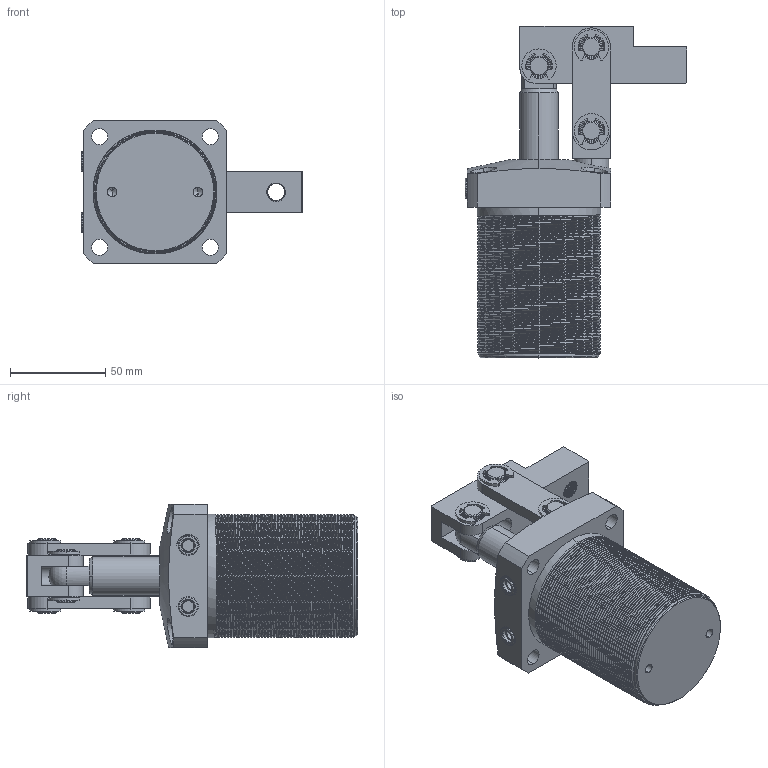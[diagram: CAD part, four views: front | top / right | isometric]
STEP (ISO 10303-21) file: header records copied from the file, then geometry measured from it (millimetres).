
FILE_DESCRIPTION (( 'STEP AP203' ), '1' );
FILE_NAME ('CPLCU-50.STEP', '2019-04-20T05:47:32', ( 'User' ), ( 'china' ), 'SwSTEP 2.0', 'SolidWorks 2018', '' );
FILE_SCHEMA (( 'CONFIG_CONTROL_DESIGN' ));
Length unit declared in the file: millimetre
Products named in the file (12): sM4 x 4-S; CPLCU050活塞杆; CPLCU-50; CPLCU-50-01; CPLCU-50-02; CPLCU-50-08; CPLCU-50-03; CPLCU-50-04; CPLCU-50-09; CPLCU-50-07; 802黑芛_1; CPLCU-50-05
Assembly tree (24 placements, depth 2):
  CPLCU-50
    CPLCU-50-07
    CPLCU-50-05
    CPLCU050活塞杆
    CPLCU-50-01
    CPLCU-50-02  x2
    CPLCU-50-08  x6
    CPLCU-50-03
    CPLCU-50-04  x2
    CPLCU-50-09  x6
    802黑芛_1  x2
    sM4 x 4-S
Bounding box: 116.2 x 174 x 75 mm (x, y, z)
Volume: 391942.8 mm3; surface area: 105942.3 mm2
Topology: 24 solids, 24 shells, 938 faces, 2735 edges, 1873 vertices
Faces by surface type: cylinder 484, cone 197, plane 163, bspline 73, torus 20, sphere 1
Entity records: 68558 total; most frequent: CARTESIAN_POINT 50486, ORIENTED_EDGE 4072, DIRECTION 2543, EDGE_CURVE 2036, VERTEX_POINT 1433, B_SPLINE_CURVE_WITH_KNOTS 1081, AXIS2_PLACEMENT_3D 980, EDGE_LOOP 719
